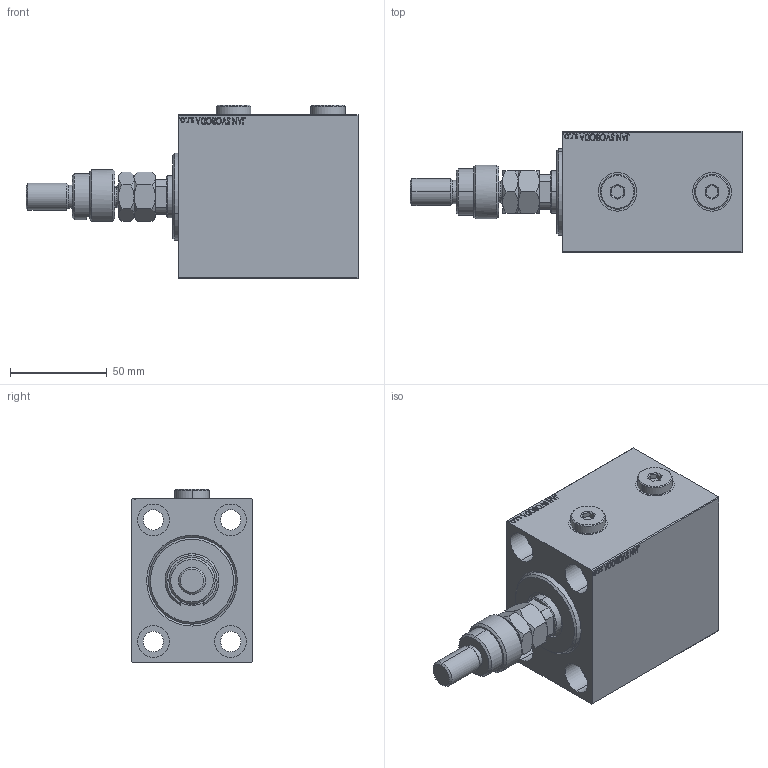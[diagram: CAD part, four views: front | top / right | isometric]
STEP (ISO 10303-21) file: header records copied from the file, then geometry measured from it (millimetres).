
FILE_DESCRIPTION (( 'STEP AP203' ), '1' );
FILE_NAME ('8d16.STEP', '2024-02-13T01:43:53', ( '' ), ( '' ), 'SwSTEP 2.0', 'SolidWorks 2019', '' );
FILE_SCHEMA (( 'CONFIG_CONTROL_DESIGN' ));
Length unit declared in the file: millimetre
Products named in the file (8): DFA 7fe74b73134ea0f5064257f0a346988c; 8d16; V450CM_VC_B 7fe74b73134ea0f5064257f0a346988c; Zatka_OIL_PORT 7fe74b73134ea0f5064257f0a346988c; MFA 7fe74b73134ea0f5064257f0a346988c; V450CM_C_VCP 7fe74b73134ea0f5064257f0a346988c; V450CM_C_Body 7fe74b73134ea0f5064257f0a346988c; FEMALE_PART_FOR_DFA 7fe74b73134ea0f5064257f0a346988c
Assembly tree (8 placements, depth 3):
  8d16
    V450CM_C_Body 7fe74b73134ea0f5064257f0a346988c
    V450CM_C_VCP 7fe74b73134ea0f5064257f0a346988c
    V450CM_VC_B 7fe74b73134ea0f5064257f0a346988c
    DFA 7fe74b73134ea0f5064257f0a346988c
      FEMALE_PART_FOR_DFA 7fe74b73134ea0f5064257f0a346988c
      MFA 7fe74b73134ea0f5064257f0a346988c
    Zatka_OIL_PORT 7fe74b73134ea0f5064257f0a346988c  x2
Bounding box: 172 x 63 x 89.9 mm (x, y, z)
Volume: 449701.1 mm3; surface area: 91207.2 mm2
Topology: 7 solids, 7 shells, 1001 faces, 2510 edges, 1641 vertices
Faces by surface type: plane 470, bspline 380, cylinder 89, cone 58, torus 4
Entity records: 48042 total; most frequent: CARTESIAN_POINT 26141, ORIENTED_EDGE 4936, DIRECTION 3094, EDGE_CURVE 2468, VERTEX_POINT 1617, VECTOR 1410, LINE 1410, EDGE_LOOP 1119
